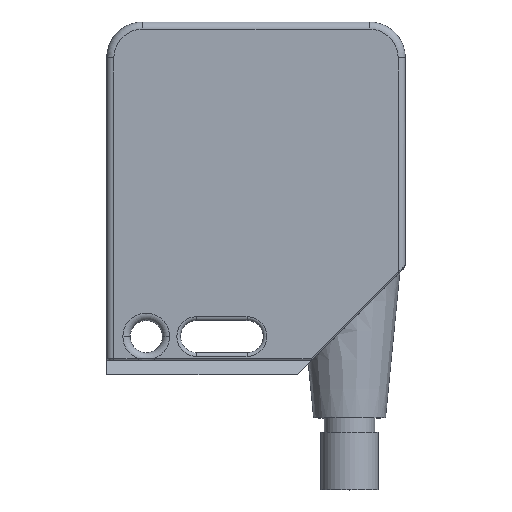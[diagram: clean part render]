
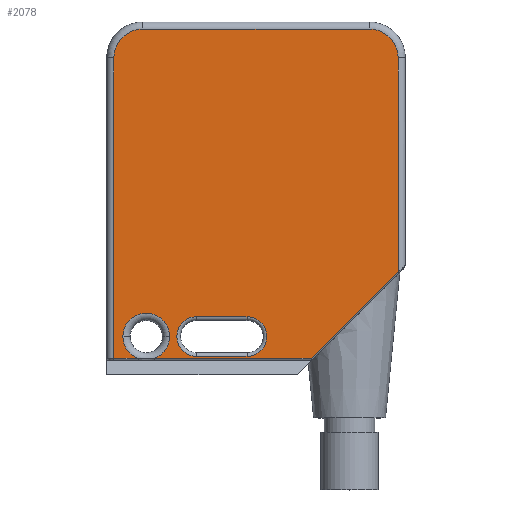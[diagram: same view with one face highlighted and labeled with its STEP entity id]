
A CAD part, top view. The second image highlights one B-rep face of the part: STEP entity #2078.
In plain terms, the highlighted planar face has unit normal (0, 0, 1).
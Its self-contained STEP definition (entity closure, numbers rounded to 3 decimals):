
#56=CARTESIAN_POINT('',(-1.25,-19.2,7.5));
#57=DIRECTION('',(0.,0.,-1.));
#58=DIRECTION('',(0.,1.,0.));
#59=AXIS2_PLACEMENT_3D('',#56,#57,#58);
#65=DIRECTION('',(1.,0.,0.));
#66=VECTOR('',#65,7.);
#67=CARTESIAN_POINT('',(-8.25,-16.45,7.5));
#68=LINE('',#67,#66);
#72=CARTESIAN_POINT('',(-8.25,-19.2,7.5));
#73=DIRECTION('',(0.,0.,-1.));
#74=DIRECTION('',(0.,-1.,0.));
#75=AXIS2_PLACEMENT_3D('',#72,#73,#74);
#80=DIRECTION('',(-1.,0.,0.));
#81=VECTOR('',#80,7.);
#82=CARTESIAN_POINT('',(-1.25,-21.95,7.5));
#83=LINE('',#82,#81);
#87=DIRECTION('',(0.707,0.707,0.));
#88=VECTOR('',#87,17.117);
#89=CARTESIAN_POINT('',(7.646,-22.25,7.5));
#90=LINE('',#89,#88);
#94=DIRECTION('',(1.,0.,0.));
#95=VECTOR('',#94,21.774);
#96=CARTESIAN_POINT('',(-14.128,-22.25,7.5));
#97=LINE('',#96,#95);
#101=CARTESIAN_POINT('',(-15.25,-19.2,7.5));
#102=DIRECTION('',(0.,0.,-1.));
#103=DIRECTION('',(1.,0.,0.));
#104=AXIS2_PLACEMENT_3D('',#101,#102,#103);
#109=CARTESIAN_POINT('',(-15.25,-19.2,7.5));
#110=DIRECTION('',(0.,0.,-1.));
#111=DIRECTION('',(-1.,0.,0.));
#112=AXIS2_PLACEMENT_3D('',#109,#110,#111);
#117=CARTESIAN_POINT('',(-15.25,-19.2,7.5));
#118=DIRECTION('',(0.,0.,-1.));
#119=DIRECTION('',(-0.345,-0.938,0.));
#120=AXIS2_PLACEMENT_3D('',#117,#118,#119);
#125=DIRECTION('',(1.,0.,0.));
#126=VECTOR('',#125,3.378);
#127=CARTESIAN_POINT('',(-19.75,-22.25,7.5));
#128=LINE('',#127,#126);
#132=DIRECTION('',(0.,-1.,0.));
#133=VECTOR('',#132,41.75);
#134=CARTESIAN_POINT('',(-19.75,19.5,7.5));
#135=LINE('',#134,#133);
#139=CARTESIAN_POINT('',(-15.75,19.5,7.5));
#140=DIRECTION('',(0.,0.,1.));
#141=DIRECTION('',(0.,1.,0.));
#142=AXIS2_PLACEMENT_3D('',#139,#140,#141);
#147=DIRECTION('',(-1.,0.,0.));
#148=VECTOR('',#147,31.5);
#149=CARTESIAN_POINT('',(15.75,23.5,7.5));
#150=LINE('',#149,#148);
#154=CARTESIAN_POINT('',(15.75,19.5,7.5));
#155=DIRECTION('',(0.,0.,1.));
#156=DIRECTION('',(1.,0.,0.));
#157=AXIS2_PLACEMENT_3D('',#154,#155,#156);
#162=DIRECTION('',(0.,1.,0.));
#163=VECTOR('',#162,29.646);
#164=CARTESIAN_POINT('',(19.75,-10.146,7.5));
#165=LINE('',#164,#163);
#481=CARTESIAN_POINT('',(-14.128,-22.25,7.5));
#884=CARTESIAN_POINT('',(19.75,-10.146,7.5));
#1812=CARTESIAN_POINT('',(-15.75,23.5,7.5));
#1813=CARTESIAN_POINT('',(-19.75,19.5,7.5));
#1814=VERTEX_POINT('',#1812);
#1815=VERTEX_POINT('',#1813);
#1820=CARTESIAN_POINT('',(15.75,23.5,7.5));
#1821=VERTEX_POINT('',#1820);
#1824=CARTESIAN_POINT('',(19.75,19.5,7.5));
#1825=VERTEX_POINT('',#1824);
#1844=CARTESIAN_POINT('',(-1.25,-16.45,7.5));
#1845=CARTESIAN_POINT('',(-1.25,-21.95,7.5));
#1846=VERTEX_POINT('',#1844);
#1847=VERTEX_POINT('',#1845);
#1852=CARTESIAN_POINT('',(-8.25,-21.95,7.5));
#1853=VERTEX_POINT('',#1852);
#1856=CARTESIAN_POINT('',(-8.25,-16.45,7.5));
#1857=VERTEX_POINT('',#1856);
#1864=CARTESIAN_POINT('',(-18.5,-19.2,7.5));
#1865=CARTESIAN_POINT('',(-12.,-19.2,7.5));
#1866=VERTEX_POINT('',#1864);
#1867=VERTEX_POINT('',#1865);
#1907=VERTEX_POINT('',#884);
#1909=CARTESIAN_POINT('',(7.646,-22.25,7.5));
#1910=VERTEX_POINT('',#1909);
#1919=CARTESIAN_POINT('',(-19.75,-22.25,7.5));
#1920=VERTEX_POINT('',#1919);
#1923=CARTESIAN_POINT('',(-16.372,-22.25,
7.5));
#1924=VERTEX_POINT('',#1923);
#1927=VERTEX_POINT('',#481);
#2039=CARTESIAN_POINT('',(0.,0.,7.5));
#2040=DIRECTION('',(0.,0.,1.));
#2041=DIRECTION('',(1.,0.,0.));
#2042=AXIS2_PLACEMENT_3D('',#2039,#2040,#2041);
#2043=PLANE('',#2042);
#2045=ORIENTED_EDGE('',*,*,#2044,.F.);
#2047=ORIENTED_EDGE('',*,*,#2046,.F.);
#2049=ORIENTED_EDGE('',*,*,#2048,.F.);
#2051=ORIENTED_EDGE('',*,*,#2050,.F.);
#2053=ORIENTED_EDGE('',*,*,#2052,.F.);
#2055=ORIENTED_EDGE('',*,*,#2054,.F.);
#2057=ORIENTED_EDGE('',*,*,#2056,.F.);
#2059=ORIENTED_EDGE('',*,*,#2058,.F.);
#2061=ORIENTED_EDGE('',*,*,#2060,.F.);
#2063=ORIENTED_EDGE('',*,*,#2062,.F.);
#2065=ORIENTED_EDGE('',*,*,#2064,.F.);
#2066=EDGE_LOOP('',(#2045,#2047,#2049,#2051,#2053,#2055,#2057,#2059,#2061,#2063,
#2065));
#2067=FACE_OUTER_BOUND('',#2066,.F.);
#2069=ORIENTED_EDGE('',*,*,#2068,.F.);
#2071=ORIENTED_EDGE('',*,*,#2070,.F.);
#2073=ORIENTED_EDGE('',*,*,#2072,.F.);
#2075=ORIENTED_EDGE('',*,*,#2074,.F.);
#2076=EDGE_LOOP('',(#2069,#2071,#2073,#2075));
#2077=FACE_BOUND('',#2076,.F.);
#2078=ADVANCED_FACE('',(#2067,#2077),#2043,.T.);
#60=CIRCLE('',#59,2.75);
#76=CIRCLE('',#75,2.75);
#105=CIRCLE('',#104,3.25);
#113=CIRCLE('',#112,3.25);
#121=CIRCLE('',#120,3.25);
#143=CIRCLE('',#142,4.);
#158=CIRCLE('',#157,4.);
#2044=EDGE_CURVE('',#1910,#1907,#90,.T.);
#2046=EDGE_CURVE('',#1927,#1910,#97,.T.);
#2048=EDGE_CURVE('',#1867,#1927,#105,.T.);
#2050=EDGE_CURVE('',#1866,#1867,#113,.T.);
#2052=EDGE_CURVE('',#1924,#1866,#121,.T.);
#2054=EDGE_CURVE('',#1920,#1924,#128,.T.);
#2056=EDGE_CURVE('',#1815,#1920,#135,.T.);
#2058=EDGE_CURVE('',#1814,#1815,#143,.T.);
#2060=EDGE_CURVE('',#1821,#1814,#150,.T.);
#2062=EDGE_CURVE('',#1825,#1821,#158,.T.);
#2064=EDGE_CURVE('',#1907,#1825,#165,.T.);
#2068=EDGE_CURVE('',#1846,#1847,#60,.T.);
#2070=EDGE_CURVE('',#1857,#1846,#68,.T.);
#2072=EDGE_CURVE('',#1853,#1857,#76,.T.);
#2074=EDGE_CURVE('',#1847,#1853,#83,.T.);
